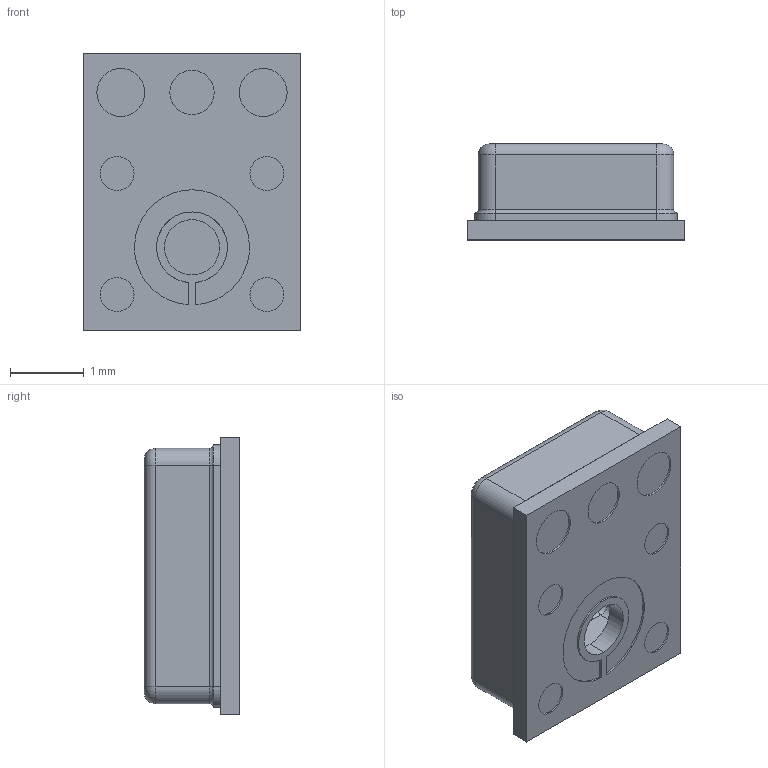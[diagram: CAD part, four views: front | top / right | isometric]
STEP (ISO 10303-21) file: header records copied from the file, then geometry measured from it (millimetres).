
FILE_DESCRIPTION((''),'1');
FILE_NAME('VES_VM1010','2023-01-19T00:00:00',(''),(''),'','','');
FILE_SCHEMA (( 'AUTOMOTIVE_DESIGN' ));
Length unit declared in the file: millimetre
Products named in the file (1): VM1010
Bounding box: 2.95 x 1.3 x 3.76 mm (x, y, z)
Volume: 4.6 mm3; surface area: 73.7 mm2
Topology: 10 solids, 10 shells, 262 faces, 603 edges, 386 vertices
Faces by surface type: plane 135, cylinder 75, bspline 36, torus 16
Entity records: 8492 total; most frequent: CARTESIAN_POINT 2536, ORIENTED_EDGE 1206, DIRECTION 1143, EDGE_CURVE 603, VERTEX_POINT 386, AXIS2_PLACEMENT_3D 385, LINE 373, VECTOR 373
